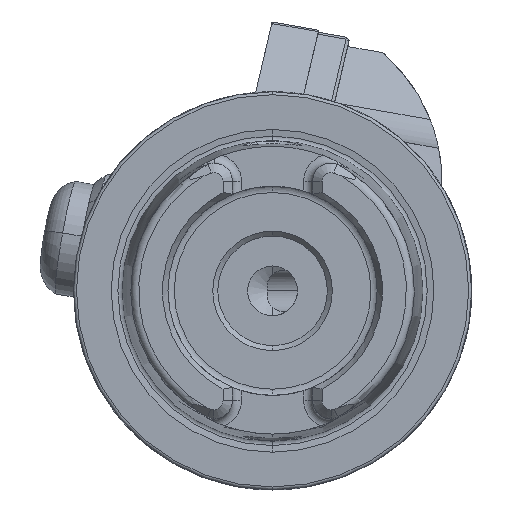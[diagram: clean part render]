
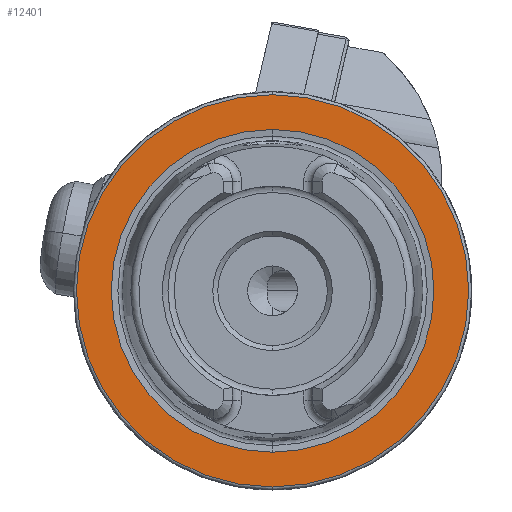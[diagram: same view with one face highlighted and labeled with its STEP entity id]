
A CAD part, left-side view. The second image highlights one B-rep face of the part: STEP entity #12401.
In plain terms, the highlighted planar face has unit normal (-1, 0, 0).
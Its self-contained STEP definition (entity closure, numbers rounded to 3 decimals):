
#1050 = VERTEX_POINT ( 'NONE', #5610 ) ;
#1055 = VERTEX_POINT ( 'NONE', #5604 ) ;
#1067 = VERTEX_POINT ( 'NONE', #5590 ) ;
#1081 = VERTEX_POINT ( 'NONE', #5575 ) ;
#1339 = ORIENTED_EDGE ( 'NONE', *, *, #12827, .F. ) ;
#1342 = ORIENTED_EDGE ( 'NONE', *, *, #7897, .F. ) ;
#2307 = AXIS2_PLACEMENT_3D ( 'NONE', #8464, #8465, #8466 ) ;
#2316 = AXIS2_PLACEMENT_3D ( 'NONE', #8605, #8606, #8607 ) ;
#3835 = EDGE_LOOP ( 'NONE', ( #1339, #1342 ) ) ;
#3837 = EDGE_LOOP ( 'NONE', ( #10533, #10532 ) ) ;
#5575 = CARTESIAN_POINT ( 'NONE',  ( 0., 0., 16.207 ) ) ;
#5590 = CARTESIAN_POINT ( 'NONE',  ( 0., 0., -16.207 ) ) ;
#5604 = CARTESIAN_POINT ( 'NONE',  ( 0., 0., -19.7 ) ) ;
#5610 = CARTESIAN_POINT ( 'NONE',  ( 0., 0., 19.7 ) ) ;
#7896 = EDGE_CURVE ( 'NONE', #1050, #1055, #14936, .T. ) ;
#7897 = EDGE_CURVE ( 'NONE', #1067, #1081, #14926, .T. ) ;
#8464 = CARTESIAN_POINT ( 'NONE',  ( 0., 0., 0. ) ) ;
#8465 = DIRECTION ( 'NONE',  ( -1., 0., 0. ) ) ;
#8466 = DIRECTION ( 'NONE',  ( 0., 0., 1. ) ) ;
#8605 = CARTESIAN_POINT ( 'NONE',  ( 0., 0., 0. ) ) ;
#8606 = DIRECTION ( 'NONE',  ( -1., 0., 0. ) ) ;
#8607 = DIRECTION ( 'NONE',  ( 0., 0., 1. ) ) ;
#9092 = CARTESIAN_POINT ( 'NONE',  ( 0., 19.7, 0. ) ) ;
#9095 = PLANE ( 'NONE',  #10185 ) ;
#9097 = DIRECTION ( 'NONE',  ( 1., 0., 0. ) ) ;
#9098 = DIRECTION ( 'NONE',  ( 0., 0., -1. ) ) ;
#10042 = AXIS2_PLACEMENT_3D ( 'NONE', #15136, #15132, #15135 ) ;
#10043 = AXIS2_PLACEMENT_3D ( 'NONE', #15149, #15150, #15148 ) ;
#10185 = AXIS2_PLACEMENT_3D ( 'NONE', #9092, #9097, #9098 ) ;
#10532 = ORIENTED_EDGE ( 'NONE', *, *, #12799, .T. ) ;
#10533 = ORIENTED_EDGE ( 'NONE', *, *, #7896, .T. ) ;
#11410 = FACE_OUTER_BOUND ( 'NONE', #3837, .T. ) ;
#11413 = FACE_BOUND ( 'NONE', #3835, .T. ) ;
#11994 = CIRCLE ( 'NONE', #2307, 19.7 ) ;
#12037 = CIRCLE ( 'NONE', #2316, 16.207 ) ;
#12401 = ADVANCED_FACE ( 'NONE', ( #11413, #11410 ), #9095, .F. ) ;
#12799 = EDGE_CURVE ( 'NONE', #1055, #1050, #11994, .T. ) ;
#12827 = EDGE_CURVE ( 'NONE', #1081, #1067, #12037, .T. ) ;
#14926 = CIRCLE ( 'NONE', #10043, 16.207 ) ;
#14936 = CIRCLE ( 'NONE', #10042, 19.7 ) ;
#15132 = DIRECTION ( 'NONE',  ( -1., 0., 0. ) ) ;
#15135 = DIRECTION ( 'NONE',  ( 0., 0., 1. ) ) ;
#15136 = CARTESIAN_POINT ( 'NONE',  ( 0., 0., 0. ) ) ;
#15148 = DIRECTION ( 'NONE',  ( 0., 0., 1. ) ) ;
#15149 = CARTESIAN_POINT ( 'NONE',  ( 0., 0., 0. ) ) ;
#15150 = DIRECTION ( 'NONE',  ( -1., 0., 0. ) ) ;
